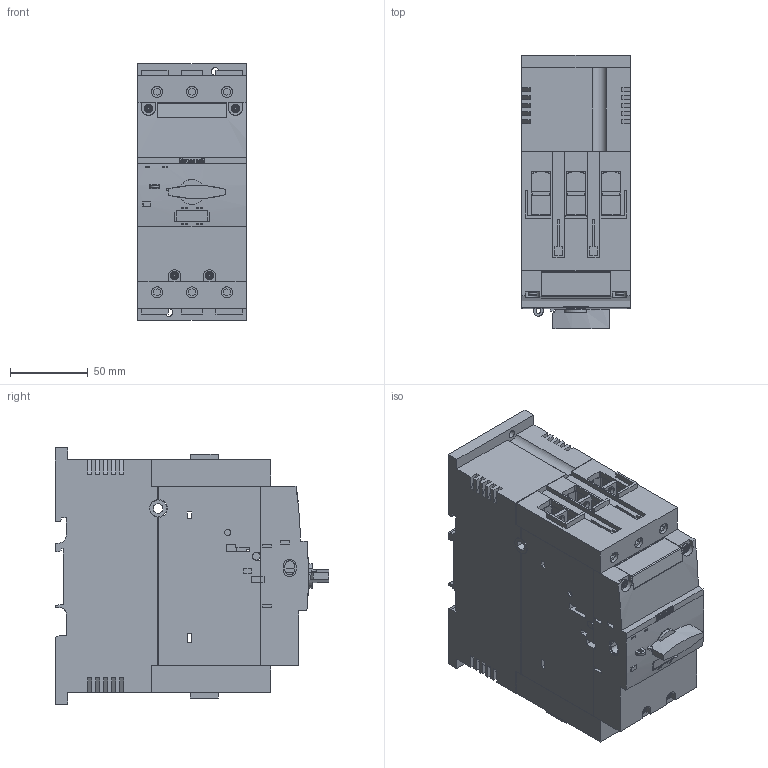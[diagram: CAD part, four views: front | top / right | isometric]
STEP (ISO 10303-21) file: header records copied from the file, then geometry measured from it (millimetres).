
FILE_DESCRIPTION(('no description'),'unknown implementation level');
FILE_NAME('3RV2341-4FC10_3D_v.stp',' ',('SIEMENS A&D'),('CADClick - KiM GmbH - www.kimweb.de'),'unknown preprocess','ACIS','unknown authorization');
FILE_SCHEMA(('automotive_design'));
Length unit declared in the file: millimetre
Products named in the file (1): 1
Bounding box: 70 x 175.8 x 165 mm (x, y, z)
Volume: 1515864.3 mm3; surface area: 189393.9 mm2
Topology: 1 solids, 3 shells, 1297 faces, 3424 edges, 2199 vertices
Faces by surface type: plane 839, cylinder 314, cone 116, torus 24, sphere 4
Entity records: 78628 total; most frequent: CARTESIAN_POINT 7376, STYLED_ITEM 6909, PRESENTATION_STYLE_ASSIGNMENT 6909, COLOUR_RGB 6909, ORIENTED_EDGE 6824, DIRECTION 6813, EDGE_CURVE 3412, CURVE_STYLE 3412
